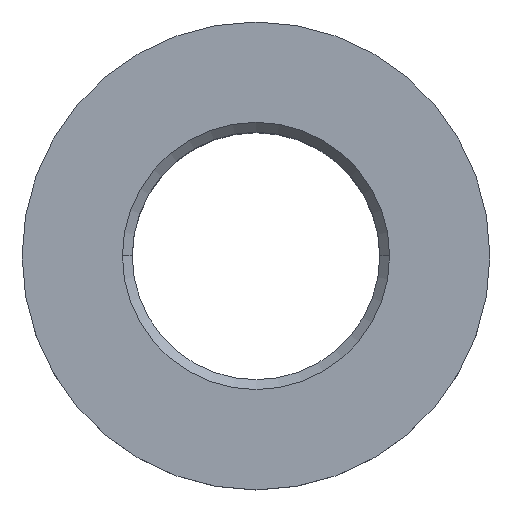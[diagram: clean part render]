
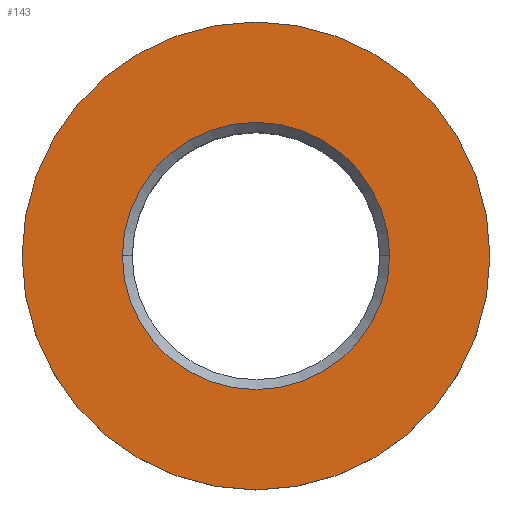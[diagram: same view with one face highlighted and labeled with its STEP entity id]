
A CAD part, top view. The second image highlights one B-rep face of the part: STEP entity #143.
In plain terms, the highlighted planar face has unit normal (0, 0, 1).
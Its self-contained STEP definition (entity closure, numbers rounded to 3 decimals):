
#42=CARTESIAN_POINT('Vertex',(19.,0.,28.6)) ;
#45=CARTESIAN_POINT('Axis2P3D Location',(0.,0.,28.6)) ;
#49=CARTESIAN_POINT('Vertex',(-19.,0.,28.6)) ;
#71=CARTESIAN_POINT('Axis2P3D Location',(0.,0.,28.6)) ;
#116=CARTESIAN_POINT('Axis2P3D Location',(-19.,0.,28.6)) ;
#125=CARTESIAN_POINT('Axis2P3D Location',(0.,0.,28.6)) ;
#129=CARTESIAN_POINT('Vertex',(-10.85,0.,28.6)) ;
#131=CARTESIAN_POINT('Vertex',(10.85,0.,28.6)) ;
#134=CARTESIAN_POINT('Axis2P3D Location',(0.,0.,28.6)) ;
#46=DIRECTION('Axis2P3D Direction',(0.,0.,1.)) ;
#72=DIRECTION('Axis2P3D Direction',(0.,0.,1.)) ;
#117=DIRECTION('Axis2P3D Direction',(0.,0.,1.)) ;
#118=DIRECTION('Axis2P3D XDirection',(1.,0.,0.)) ;
#126=DIRECTION('Axis2P3D Direction',(0.,0.,1.)) ;
#135=DIRECTION('Axis2P3D Direction',(0.,0.,1.)) ;
#47=AXIS2_PLACEMENT_3D('Circle Axis2P3D',#45,#46,$) ;
#73=AXIS2_PLACEMENT_3D('Circle Axis2P3D',#71,#72,$) ;
#119=AXIS2_PLACEMENT_3D('Plane Axis2P3D',#116,#117,#118) ;
#127=AXIS2_PLACEMENT_3D('Circle Axis2P3D',#125,#126,$) ;
#136=AXIS2_PLACEMENT_3D('Circle Axis2P3D',#134,#135,$) ;
#48=CIRCLE('generated circle',#47,19.) ;
#74=CIRCLE('generated circle',#73,19.) ;
#128=CIRCLE('generated circle',#127,10.85) ;
#137=CIRCLE('generated circle',#136,10.85) ;
#120=PLANE('',#119) ;
#142=FACE_BOUND('',#139,.T.) ;
#51=EDGE_CURVE('',#50,#43,#48,.T.) ;
#75=EDGE_CURVE('',#43,#50,#74,.T.) ;
#133=EDGE_CURVE('',#130,#132,#128,.T.) ;
#138=EDGE_CURVE('',#132,#130,#137,.T.) ;
#122=ORIENTED_EDGE('',*,*,#75,.T.) ;
#123=ORIENTED_EDGE('',*,*,#51,.T.) ;
#140=ORIENTED_EDGE('',*,*,#133,.F.) ;
#141=ORIENTED_EDGE('',*,*,#138,.F.) ;
#121=EDGE_LOOP('',(#122,#123)) ;
#139=EDGE_LOOP('',(#140,#141)) ;
#43=VERTEX_POINT('',#42) ;
#50=VERTEX_POINT('',#49) ;
#130=VERTEX_POINT('',#129) ;
#132=VERTEX_POINT('',#131) ;
#143=ADVANCED_FACE('Corps principal',(#124,#142),#120,.T.) ;
#124=FACE_OUTER_BOUND('',#121,.T.) ;
